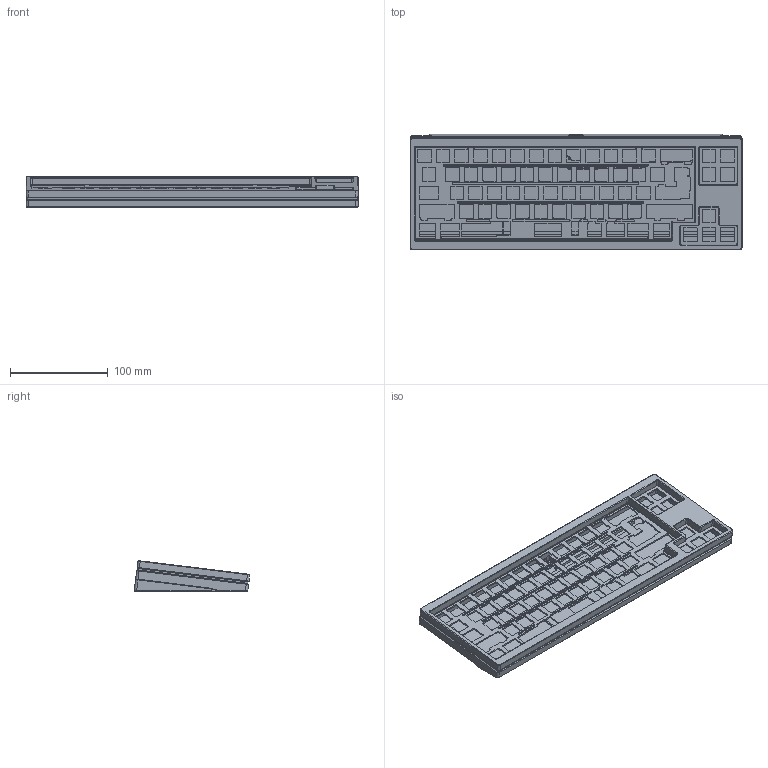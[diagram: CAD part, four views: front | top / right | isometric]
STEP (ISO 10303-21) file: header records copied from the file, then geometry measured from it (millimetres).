
FILE_DESCRIPTION(/* description */ ('STEP AP242','CAx-IF Rec.Pracs.---Representation and Presentation of Product Manufacturing Information (PMI)---4.0---2014-10-13','CAx-IF Rec.Pracs.---3D Tessellated Geometry---0.4---2014-09-14','2;1'),/* implementation_level */ '2;1');
FILE_NAME(/* name */ '623bbfcf82ab4d2dfa5c6e6e',/* time_stamp */ '2022-03-24T00:48:17+00:00',/* author */ (''),/* organization */ (''),/* preprocessor_version */ 'ST-DEVELOPER v18.101',/* originating_system */ ' ',/* authorisation */ ' ');
FILE_SCHEMA (('AP242_MANAGED_MODEL_BASED_3D_ENGINEERING_MIM_LF { 1 0 10303 442 1 1 4 }'));
Length unit declared in the file: metre
Products named in the file (4): Akihabara 65; Plate; Case Top; Case Bottom
Assembly tree (3 placements, depth 2):
  Akihabara 65
    Plate
    Case Top
    Case Bottom
Bounding box: 339.09 x 118.09 x 31.34 mm (x, y, z)
Volume: 385774.3 mm3; surface area: 185152.7 mm2
Topology: 3 solids, 3 shells, 1165 faces, 3288 edges, 2143 vertices
Faces by surface type: plane 560, cylinder 511, cone 84, bspline 10
Full cylindrical faces by diameter (mm): 1.6 x4, 2.5 x8, 3.4 x16, 6.5 x8
Entity records: 38334 total; most frequent: CARTESIAN_POINT 7190, DIRECTION 6572, ORIENTED_EDGE 6398, EDGE_CURVE 3199, AXIS2_PLACEMENT_3D 2244, VERTEX_POINT 2122, LINE 2084, VECTOR 2084
